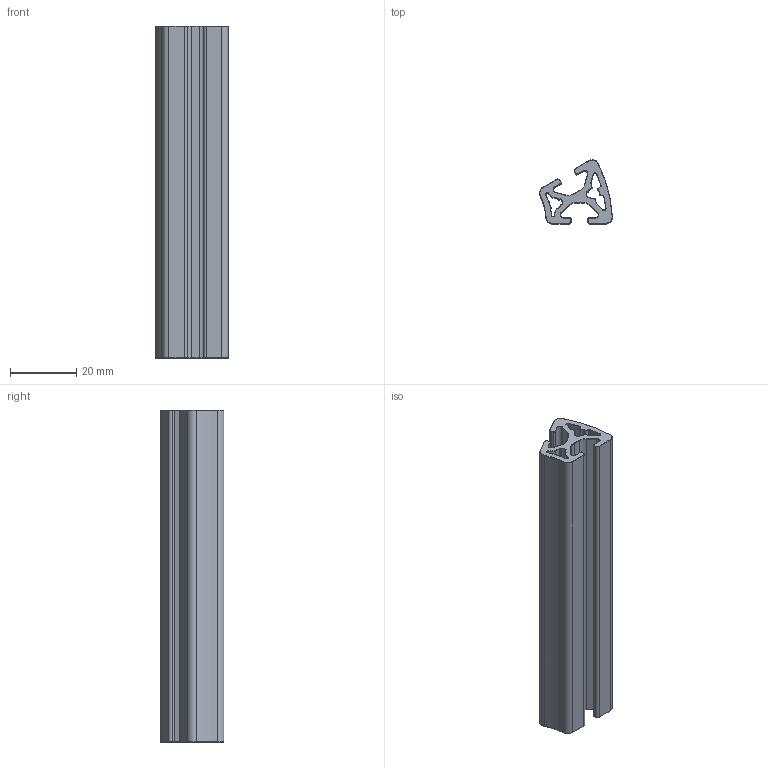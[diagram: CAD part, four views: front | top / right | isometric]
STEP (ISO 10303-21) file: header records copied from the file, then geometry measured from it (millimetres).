
FILE_DESCRIPTION(/* description */ (''),/* implementation_level */ '2;1');
FILE_NAME(/* name */ '1025838_.step',/* time_stamp */ '2023-10-27T14:55:24+02:00',/* author */ (''),/* organization */ (''),/* preprocessor_version */ 'ST-DEVELOPER v20',/* originating_system */ 'Autodesk Translation Framework v12.14.0.127',/* authorisation */ '');
FILE_SCHEMA (('AUTOMOTIVE_DESIGN { 1 0 10303 214 3 1 1 }'));
Length unit declared in the file: millimetre
Products named in the file (1): 1025838
Bounding box: 21.97 x 19.24 x 100 mm (x, y, z)
Volume: 16937.3 mm3; surface area: 15910.8 mm2
Topology: 1 solids, 1 shells, 278 faces, 644 edges, 368 vertices
Faces by surface type: cylinder 126, torus 92, plane 36, bspline 24
Entity records: 8247 total; most frequent: CARTESIAN_POINT 1745, DIRECTION 1530, ORIENTED_EDGE 1288, AXIS2_PLACEMENT_3D 651, EDGE_CURVE 644, CIRCLE 396, VERTEX_POINT 368, EDGE_LOOP 282
